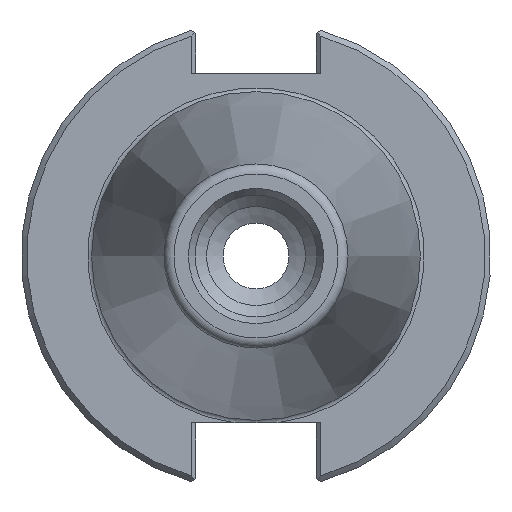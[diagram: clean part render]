
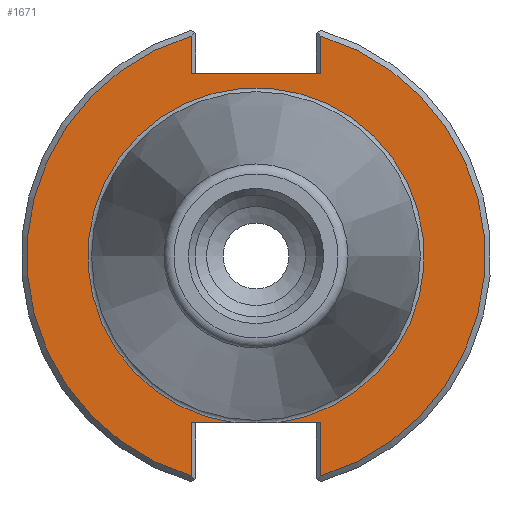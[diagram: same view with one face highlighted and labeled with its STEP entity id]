
A CAD part, left-side view. The second image highlights one B-rep face of the part: STEP entity #1671.
In plain terms, the highlighted planar face has unit normal (-1, 0, 0).
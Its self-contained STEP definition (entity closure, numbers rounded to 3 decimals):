
#107=PLANE('',#1838);
#164=LINE('',#2816,#267);
#184=LINE('',#2922,#287);
#185=LINE('',#2924,#288);
#186=LINE('',#2927,#289);
#187=LINE('',#2929,#290);
#188=LINE('',#2933,#291);
#189=LINE('',#2934,#292);
#267=VECTOR('',#2133,10.);
#287=VECTOR('',#2181,10.);
#288=VECTOR('',#2182,10.);
#289=VECTOR('',#2185,10.);
#290=VECTOR('',#2186,10.);
#291=VECTOR('',#2189,10.);
#292=VECTOR('',#2190,10.);
#392=FACE_OUTER_BOUND('',#483,.T.);
#483=EDGE_LOOP('',(#1305,#1306,#1307,#1308,#1309,#1310,#1311,#1312,#1313,
#1314));
#591=CIRCLE('',#1833,22.733);
#596=CIRCLE('',#1839,30.988);
#597=CIRCLE('',#1840,30.988);
#712=VERTEX_POINT('',#2813);
#713=VERTEX_POINT('',#2815);
#737=VERTEX_POINT('',#2897);
#739=VERTEX_POINT('',#2905);
#743=VERTEX_POINT('',#2921);
#744=VERTEX_POINT('',#2923);
#745=VERTEX_POINT('',#2925);
#746=VERTEX_POINT('',#2928);
#747=VERTEX_POINT('',#2930);
#748=VERTEX_POINT('',#2932);
#914=EDGE_CURVE('',#712,#713,#164,.T.);
#946=EDGE_CURVE('',#737,#739,#591,.T.);
#952=EDGE_CURVE('',#743,#737,#184,.T.);
#953=EDGE_CURVE('',#744,#743,#185,.T.);
#954=EDGE_CURVE('',#745,#744,#596,.T.);
#955=EDGE_CURVE('',#713,#745,#186,.T.);
#956=EDGE_CURVE('',#746,#712,#187,.T.);
#957=EDGE_CURVE('',#747,#746,#597,.T.);
#958=EDGE_CURVE('',#748,#747,#188,.T.);
#959=EDGE_CURVE('',#739,#748,#189,.T.);
#1305=ORIENTED_EDGE('',*,*,#946,.F.);
#1306=ORIENTED_EDGE('',*,*,#952,.F.);
#1307=ORIENTED_EDGE('',*,*,#953,.F.);
#1308=ORIENTED_EDGE('',*,*,#954,.F.);
#1309=ORIENTED_EDGE('',*,*,#955,.F.);
#1310=ORIENTED_EDGE('',*,*,#914,.F.);
#1311=ORIENTED_EDGE('',*,*,#956,.F.);
#1312=ORIENTED_EDGE('',*,*,#957,.F.);
#1313=ORIENTED_EDGE('',*,*,#958,.F.);
#1314=ORIENTED_EDGE('',*,*,#959,.F.);
#1671=ADVANCED_FACE('',(#392),#107,.T.);
#1833=AXIS2_PLACEMENT_3D('',#2906,#2169,#2170);
#1838=AXIS2_PLACEMENT_3D('',#2920,#2179,#2180);
#1839=AXIS2_PLACEMENT_3D('',#2926,#2183,#2184);
#1840=AXIS2_PLACEMENT_3D('',#2931,#2187,#2188);
#2133=DIRECTION('',(0.,-1.,0.));
#2169=DIRECTION('center_axis',(-1.,0.,0.));
#2170=DIRECTION('ref_axis',(0.,-1.,0.));
#2179=DIRECTION('center_axis',(-1.,0.,0.));
#2180=DIRECTION('ref_axis',(0.,0.,1.));
#2181=DIRECTION('',(0.,1.,0.));
#2182=DIRECTION('',(0.,0.,1.));
#2183=DIRECTION('center_axis',(1.,0.,0.));
#2184=DIRECTION('ref_axis',(0.,-1.,0.));
#2185=DIRECTION('',(0.,0.,1.));
#2186=DIRECTION('',(0.,0.,-1.));
#2187=DIRECTION('center_axis',(1.,0.,0.));
#2188=DIRECTION('ref_axis',(0.,1.,0.));
#2189=DIRECTION('',(0.,0.,-1.));
#2190=DIRECTION('',(0.,1.,0.));
#2813=CARTESIAN_POINT('',(3.175,8.763,24.689));
#2815=CARTESIAN_POINT('',(3.175,-8.763,24.689));
#2816=CARTESIAN_POINT('',(3.175,13.494,24.689));
#2897=CARTESIAN_POINT('',(3.175,-2.838,-22.555));
#2905=CARTESIAN_POINT('',(3.175,2.838,-22.555));
#2906=CARTESIAN_POINT('Origin',(3.175,0.,0.));
#2920=CARTESIAN_POINT('Origin',(3.175,26.988,0.));
#2921=CARTESIAN_POINT('',(3.175,-8.763,-22.555));
#2922=CARTESIAN_POINT('',(3.175,13.494,-22.555));
#2923=CARTESIAN_POINT('',(3.175,-8.763,-29.723));
#2924=CARTESIAN_POINT('',(3.175,-8.763,-11.278));
#2925=CARTESIAN_POINT('',(3.175,-8.763,29.723));
#2926=CARTESIAN_POINT('Origin',(3.175,0.,0.));
#2927=CARTESIAN_POINT('',(3.175,-8.763,12.344));
#2928=CARTESIAN_POINT('',(3.175,8.763,29.723));
#2929=CARTESIAN_POINT('',(3.175,8.763,12.344));
#2930=CARTESIAN_POINT('',(3.175,8.763,-29.723));
#2931=CARTESIAN_POINT('Origin',(3.175,0.,0.));
#2932=CARTESIAN_POINT('',(3.175,8.763,-22.555));
#2933=CARTESIAN_POINT('',(3.175,8.763,-11.278));
#2934=CARTESIAN_POINT('',(3.175,13.494,-22.555));
